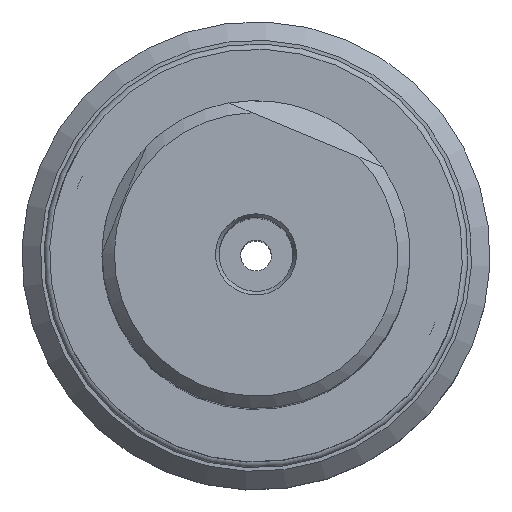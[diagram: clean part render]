
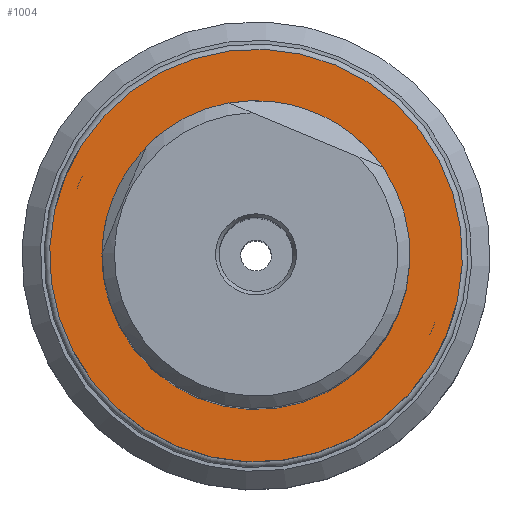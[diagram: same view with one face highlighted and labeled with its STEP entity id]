
A CAD part, top view. The second image highlights one B-rep face of the part: STEP entity #1004.
In plain terms, the highlighted planar face has unit normal (0, 0, 1).
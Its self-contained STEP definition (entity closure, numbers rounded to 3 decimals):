
#108=PLANE('',#1124);
#165=CIRCLE('',#1115,12.5);
#173=CIRCLE('',#1125,16.75);
#316=ORIENTED_EDGE('',*,*,#513,.T.);
#317=ORIENTED_EDGE('',*,*,#523,.F.);
#513=EDGE_CURVE('',#625,#625,#165,.T.);
#523=EDGE_CURVE('',#635,#635,#173,.T.);
#625=VERTEX_POINT('',#2814);
#635=VERTEX_POINT('',#2836);
#737=EDGE_LOOP('',(#316));
#738=EDGE_LOOP('',(#317));
#869=FACE_BOUND('',#737,.T.);
#870=FACE_BOUND('',#738,.T.);
#1004=ADVANCED_FACE('',(#869,#870),#108,.T.);
#1115=AXIS2_PLACEMENT_3D('',#2813,#1326,#1327);
#1124=AXIS2_PLACEMENT_3D('',#2834,#1346,#1347);
#1125=AXIS2_PLACEMENT_3D('',#2835,#1348,#1349);
#1326=DIRECTION('',(0.,0.,-1.));
#1327=DIRECTION('',(0.924,-0.383,0.));
#1346=DIRECTION('',(0.,0.,1.));
#1347=DIRECTION('',(0.383,0.924,0.));
#1348=DIRECTION('',(0.,0.,-1.));
#1349=DIRECTION('',(0.924,-0.383,0.));
#2813=CARTESIAN_POINT('',(0.,0.,0.));
#2814=CARTESIAN_POINT('',(11.545,-4.792,0.));
#2834=CARTESIAN_POINT('',(-21.245,2.034,0.));
#2835=CARTESIAN_POINT('',(0.,0.,0.));
#2836=CARTESIAN_POINT('',(15.47,-6.421,0.));
